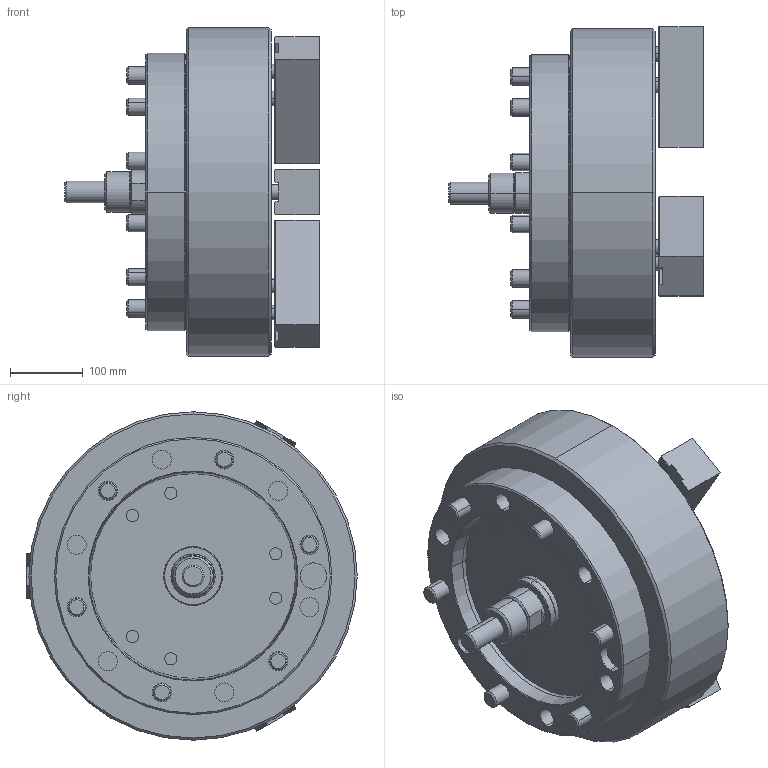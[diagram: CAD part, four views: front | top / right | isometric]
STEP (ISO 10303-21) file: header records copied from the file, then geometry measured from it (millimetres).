
FILE_DESCRIPTION (( 'STEP AP203' ), '1' );
FILE_NAME ('CF-3V-18A15.STEP', '2020-11-02T02:37:10', ( '' ), ( '' ), 'SwSTEP 2.0', 'SolidWorks 2016', '' );
FILE_SCHEMA (( 'CONFIG_CONTROL_DESIGN' ));
Length unit declared in the file: millimetre
Products named in the file (13): CF-3V-18A15; CF-3P-15-06000; 圓頭內六角螺栓_M20x120; 圓頭內六角螺栓_M20x55; SJ-15P; CF-3V-18-03010; CF-3V-18-01T10; CF-3V-15-08020; CF-3V-18-02010; 3V-15-09000-A15法蘭; 圓頭內六角螺栓_M30x125(全牙); 圓頭內六角螺栓_M24x55; CF-3P-15-05000
Assembly tree (29 placements, depth 2):
  CF-3V-18A15
    CF-3V-18-01T10
    CF-3V-18-02010
    圓頭內六角螺栓_M30x125(全牙)
    CF-3P-15-05000
    CF-3P-15-06000
    圓頭內六角螺栓_M20x120  x6
    圓頭內六角螺栓_M20x55  x6
    SJ-15P  x3
    CF-3V-18-03010
    CF-3V-15-08020
    3V-15-09000-A15法蘭
    圓頭內六角螺栓_M24x55  x6
Bounding box: 349.3 x 452.89 x 450 mm (x, y, z)
Volume: 23769495.3 mm3; surface area: 1548981.6 mm2
Topology: 29 solids, 29 shells, 3512 faces, 9923 edges, 6520 vertices
Faces by surface type: plane 2379, cylinder 923, cone 200, torus 10
Entity records: 43788 total; most frequent: CARTESIAN_POINT 8929, ORIENTED_EDGE 7334, DIRECTION 6415, EDGE_CURVE 3667, LINE 2615, VECTOR 2615, VERTEX_POINT 2410, AXIS2_PLACEMENT_3D 1900
